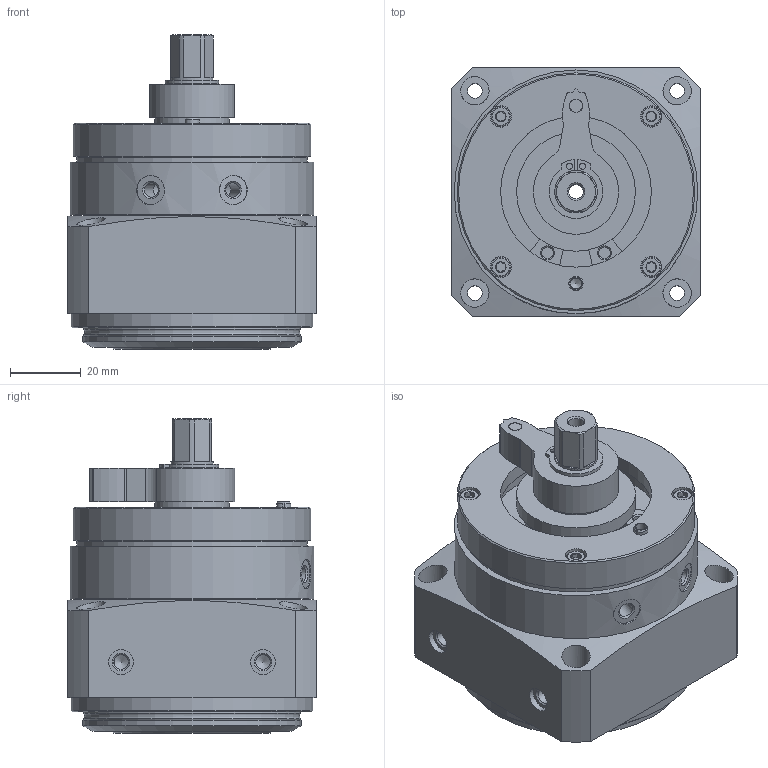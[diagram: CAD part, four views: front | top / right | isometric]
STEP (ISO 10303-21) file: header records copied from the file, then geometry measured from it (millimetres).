
FILE_DESCRIPTION(/* description */ ('STEP AP214'),/* implementation_level */ '2;1');
FILE_NAME(/* name */ '1369111_DSM-16-270-HD-A-B',/* time_stamp */ '2024-08-21T18:16:00+02:00',/* author */ ('License CC BY-ND 4.0'),/* organization */ ('CADENAS'),/* preprocessor_version */ 'ST-DEVELOPER v19.3',/* originating_system */ 'PARTsolutions',/* authorisation */ ' ');
FILE_SCHEMA (('AUTOMOTIVE_DESIGN {1 0 10303 214 3 1 1}'));
Length unit declared in the file: millimetre
Products named in the file (4): 1369111 DSM-16-270-HD-A-B---(0); 1411392 DSM-16-270-HD---(Geh); 342621 DSM-16_NS; 1411392 DSM-16-270-HD---(Kol)
Assembly tree (4 placements, depth 2):
  1369111 DSM-16-270-HD-A-B---(0)
    1411392 DSM-16-270-HD---(Geh)
    342621 DSM-16_NS  x2
    1411392 DSM-16-270-HD---(Kol)
Bounding box: 70 x 70 x 88.5 mm (x, y, z)
Volume: 223367.3 mm3; surface area: 60162.4 mm2
Topology: 4 solids, 4 shells, 362 faces, 799 edges, 514 vertices
Faces by surface type: plane 173, cylinder 117, cone 57, torus 15
Full cylindrical faces by diameter (mm): 1.7 x2, 2.1 x2, 3.242 x6, 3.7 x2, 4 x1, 4.134 x13, 4.2 x4, 5.5 x4, 6 x4, 7 x14, 8 x8, 8.3 x2, 11.5 x1, 12 x3, 15 x2, 18 x2, 21 x1, 29 x1, 33.5 x1, 42.5 x1, 47 x1, 51.4 x2, 54 x1, 55.8 x2, 61.5 x1, 65 x1, 67 x1, 68 x1, 68.65 x1
Entity records: 10062 total; most frequent: CARTESIAN_POINT 1611, DIRECTION 1533, ORIENTED_EDGE 1158, AXIS2_PLACEMENT_3D 648, FACE_BOUND 598, EDGE_LOOP 587, EDGE_CURVE 579, VERTEX_POINT 463
